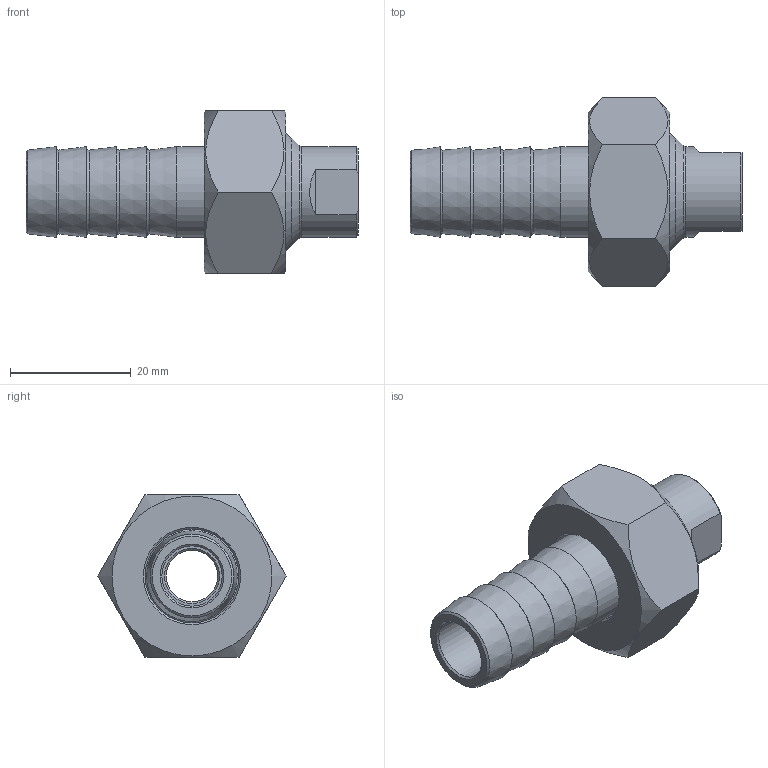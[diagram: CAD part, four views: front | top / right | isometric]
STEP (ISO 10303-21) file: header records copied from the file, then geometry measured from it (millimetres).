
FILE_DESCRIPTION(/* description */ (''),/* implementation_level */ '2;1');
FILE_NAME(/* name */ '3D_R666-SLE-G-15-DN15-DN6_171130778.stp',/* time_stamp */ '2021-07-12T16:32:20+02:00',/* author */ ('cad'),/* organization */ (''),/* preprocessor_version */ 'ST-DEVELOPER v18.1',/* originating_system */ 'Autodesk Inventor 2022',/* authorisation */ '');
FILE_SCHEMA (('AUTOMOTIVE_DESIGN { 1 0 10303 214 3 1 1 }'));
Length unit declared in the file: millimetre
Products named in the file (4): 3D_R666-SLE-G-15-DN15-DN6_171130778; 3D_R666-M-DN15_17113910; 3D_R666-G-DN6-DN15_17113500; 3D_R666-SLE-15-DN15_17113420
Assembly tree (3 placements, depth 2):
  3D_R666-SLE-G-15-DN15-DN6_171130778
    3D_R666-M-DN15_17113910
    3D_R666-G-DN6-DN15_17113500
    3D_R666-SLE-15-DN15_17113420
Bounding box: 55 x 31.18 x 27 mm (x, y, z)
Volume: 11577 mm3; surface area: 7716.6 mm2
Topology: 3 solids, 3 shells, 59 faces, 134 edges, 87 vertices
Faces by surface type: cone 22, plane 22, cylinder 8, torus 7
Full cylindrical faces by diameter (mm): 8.566 x1, 10 x1, 15 x2, 15.5 x1, 18 x1, 18.631 x1, 20.9 x1
Entity records: 1827 total; most frequent: DIRECTION 326, CARTESIAN_POINT 319, ORIENTED_EDGE 268, AXIS2_PLACEMENT_3D 142, EDGE_CURVE 134, VERTEX_POINT 87, CIRCLE 74, EDGE_LOOP 71
